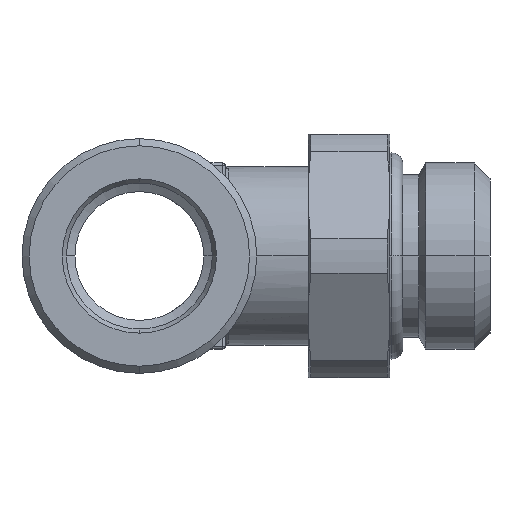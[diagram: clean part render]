
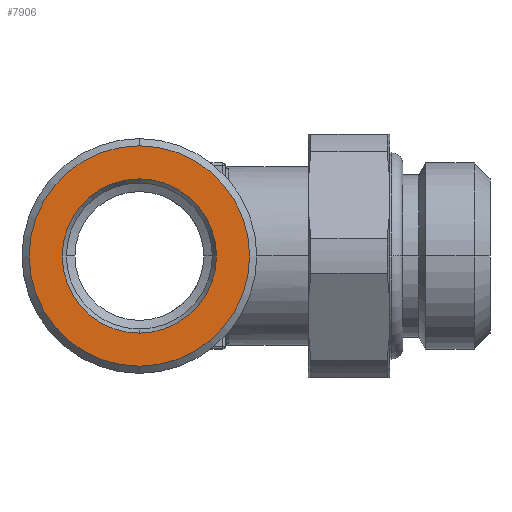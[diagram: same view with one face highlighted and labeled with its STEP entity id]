
A CAD part, left-side view. The second image highlights one B-rep face of the part: STEP entity #7906.
In plain terms, the highlighted planar face has unit normal (-1, 0, 0).
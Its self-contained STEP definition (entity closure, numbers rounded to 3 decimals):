
#2725=CARTESIAN_POINT('',(-29.6,0.,0.));
#2726=DIRECTION('',(1.,0.,0.));
#2727=DIRECTION('',(0.,0.,-1.));
#2728=AXIS2_PLACEMENT_3D('',#2725,#2726,#2727);
#2730=CARTESIAN_POINT('',(-29.6,0.,0.));
#2731=DIRECTION('',(-1.,0.,0.));
#2732=DIRECTION('',(0.,0.,-1.));
#2733=AXIS2_PLACEMENT_3D('',#2730,#2731,#2732);
#2735=CARTESIAN_POINT('',(-29.6,0.,0.));
#2736=DIRECTION('',(-1.,0.,0.));
#2737=DIRECTION('',(0.,0.,-1.));
#2738=AXIS2_PLACEMENT_3D('',#2735,#2736,#2737);
#2748=CARTESIAN_POINT('',(-29.6,0.,0.));
#2749=DIRECTION('',(1.,0.,0.));
#2750=DIRECTION('',(0.,0.,-1.));
#2751=AXIS2_PLACEMENT_3D('',#2748,#2749,#2750);
#3363=CARTESIAN_POINT('',(-29.6,0.,-5.389));
#3365=VERTEX_POINT('',#3363);
#3366=CARTESIAN_POINT('',(-29.6,0.,-7.7));
#3368=VERTEX_POINT('',#3366);
#3373=CARTESIAN_POINT('',(-29.6,0.,5.389));
#3375=VERTEX_POINT('',#3373);
#3376=CARTESIAN_POINT('',(-29.6,0.,7.7));
#3378=VERTEX_POINT('',#3376);
#7891=CARTESIAN_POINT('',(-29.6,0.,0.));
#7892=DIRECTION('',(-1.,0.,0.));
#7893=DIRECTION('',(0.,0.,1.));
#7894=AXIS2_PLACEMENT_3D('',#7891,#7892,#7893);
#7895=PLANE('',#7894);
#7897=ORIENTED_EDGE('',*,*,#7896,.F.);
#7899=ORIENTED_EDGE('',*,*,#7898,.T.);
#7900=EDGE_LOOP('',(#7897,#7899));
#7901=FACE_OUTER_BOUND('',#7900,.F.);
#7902=ORIENTED_EDGE('',*,*,#7884,.F.);
#7903=ORIENTED_EDGE('',*,*,#7873,.T.);
#7904=EDGE_LOOP('',(#7902,#7903));
#7905=FACE_BOUND('',#7904,.F.);
#7906=ADVANCED_FACE('',(#7901,#7905),#7895,.T.);
#2729=CIRCLE('',#2728,5.389);
#2734=CIRCLE('',#2733,5.389);
#2739=CIRCLE('',#2738,7.7);
#2752=CIRCLE('',#2751,7.7);
#7873=EDGE_CURVE('',#3365,#3375,#2734,.T.);
#7884=EDGE_CURVE('',#3365,#3375,#2729,.T.);
#7896=EDGE_CURVE('',#3368,#3378,#2739,.T.);
#7898=EDGE_CURVE('',#3368,#3378,#2752,.T.);
